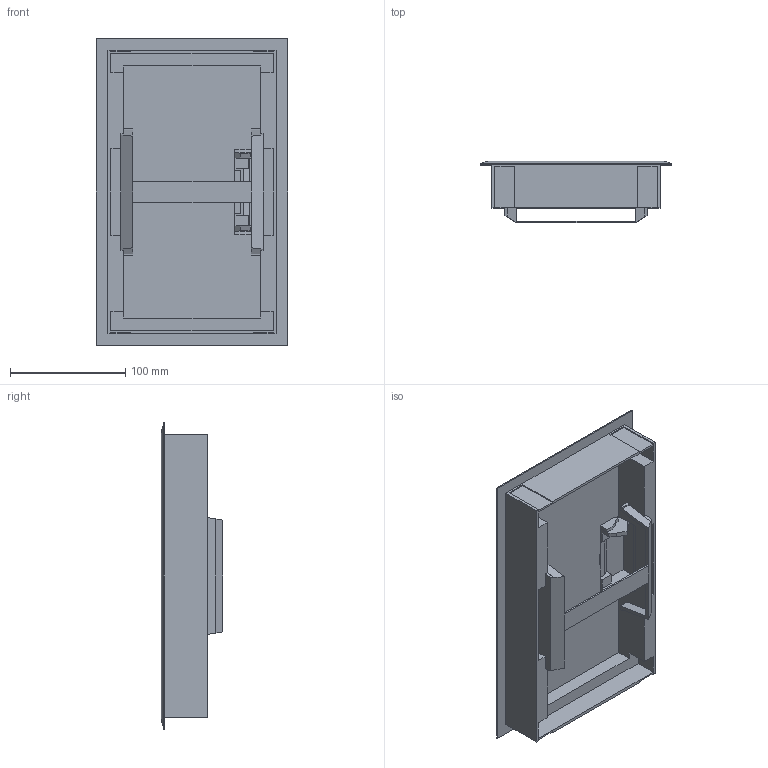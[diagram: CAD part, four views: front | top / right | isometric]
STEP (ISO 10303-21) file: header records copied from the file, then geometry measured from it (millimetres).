
FILE_DESCRIPTION (( 'STEP AP214' ), '1' );
FILE_NAME ('KDE0405_Simplified.STEP', '2023-01-06T09:35:32', ( '' ), ( '' ), 'SwSTEP 2.0', 'SolidWorks 2021', '' );
FILE_SCHEMA (( 'AUTOMOTIVE_DESIGN' ));
Length unit declared in the file: millimetre
Products named in the file (6): KD E4 R5 Deckel_Simplified_Standard; Schnurauslass KDE04_Simplified_Standard; Leitungsauslass Q2-E4_Simplified_Standard; KDE0405_Simplified; KD E4 R5 Rahmen_Simplified_Standard; KD E4 Blech_Simplified_Standard
Assembly tree (5 placements, depth 3):
  KDE0405_Simplified
    KD E4 R5 Rahmen_Simplified_Standard
    KD E4 R5 Deckel_Simplified_Standard
    KD E4 Blech_Simplified_Standard
    Leitungsauslass Q2-E4_Simplified_Standard
      Schnurauslass KDE04_Simplified_Standard
Bounding box: 166 x 53.8 x 266 mm (x, y, z)
Volume: 416582.4 mm3; surface area: 259418.7 mm2
Topology: 4 solids, 4 shells, 263 faces, 708 edges, 466 vertices
Faces by surface type: plane 213, cylinder 28, bspline 22
Entity records: 8918 total; most frequent: CARTESIAN_POINT 2334, ORIENTED_EDGE 1416, DIRECTION 1172, EDGE_CURVE 708, VECTOR 616, LINE 616, VERTEX_POINT 466, EDGE_LOOP 280
